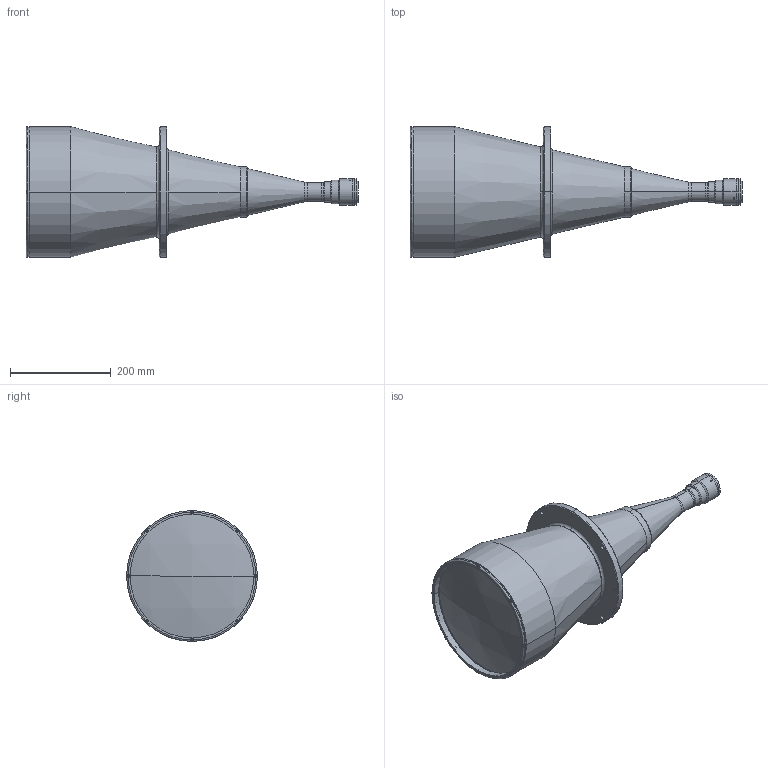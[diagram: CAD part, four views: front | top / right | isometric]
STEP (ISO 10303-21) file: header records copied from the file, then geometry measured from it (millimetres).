
FILE_DESCRIPTION (( 'STEP AP203' ), '1' );
FILE_NAME ('DP71416_TC2MHR192-E.step', '2021-10-04T09:41:39', ( '' ), ( '' ), 'SwSTEP 2.0', 'SolidWorks 2021', '' );
FILE_SCHEMA (( 'CONFIG_CONTROL_DESIGN' ));
Length unit declared in the file: millimetre
Products named in the file (1): DP71416_TC2MHR192-E
Bounding box: 660.05 x 260 x 260 mm (x, y, z)
Surface area: 465800.1 mm2 (no closed solid volume)
Topology: 0 solids, 26 shells, 215 faces, 678 edges, 488 vertices
Faces by surface type: plane 83, cylinder 74, torus 36, cone 20, sphere 2
Entity records: 8222 total; most frequent: CARTESIAN_POINT 1890, DIRECTION 1418, ORIENTED_EDGE 1096, EDGE_CURVE 678, AXIS2_PLACEMENT_3D 556, VERTEX_POINT 488, CIRCLE 340, VECTOR 306
